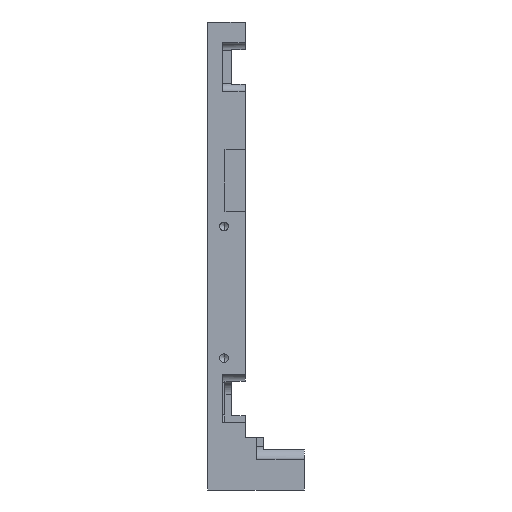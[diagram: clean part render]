
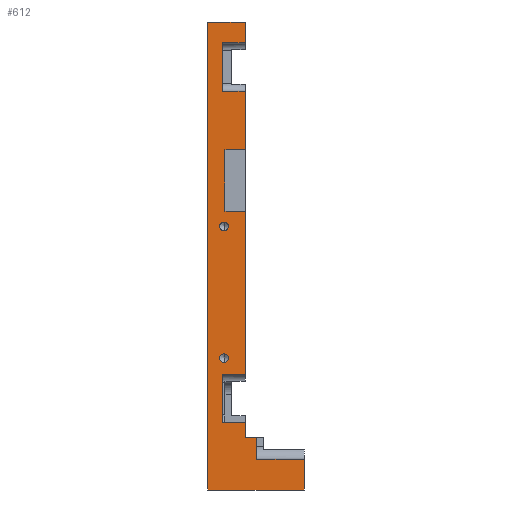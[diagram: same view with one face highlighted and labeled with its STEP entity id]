
A CAD part, left-side view. The second image highlights one B-rep face of the part: STEP entity #612.
In plain terms, the highlighted planar face has unit normal (-1, 0, 0).
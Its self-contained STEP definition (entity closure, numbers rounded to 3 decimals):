
#612=ADVANCED_FACE('',(#935,#936,#937),#770,.F.);
#770=PLANE('',#5818);
#935=FACE_BOUND('',#1238,.T.);
#936=FACE_BOUND('',#1239,.T.);
#937=FACE_BOUND('',#1240,.T.);
#1238=EDGE_LOOP('',(#2648,#2649));
#1239=EDGE_LOOP('',(#2650,#2651));
#1240=EDGE_LOOP('',(#2652,#2653,#2654,#2655,#2656,#2657,#2658,#2659,#2660,
#2661,#2662,#2663,#2664,#2665,#2666,#2667,#2668,#2669,#2670,#2671));
#1604=CIRCLE('',#5606,1.65);
#1606=CIRCLE('',#5610,1.65);
#1706=CIRCLE('',#5816,1.65);
#1707=CIRCLE('',#5817,1.65);
#2648=ORIENTED_EDGE('',*,*,#4436,.F.);
#2649=ORIENTED_EDGE('',*,*,#4096,.F.);
#2650=ORIENTED_EDGE('',*,*,#4437,.F.);
#2651=ORIENTED_EDGE('',*,*,#4102,.F.);
#2652=ORIENTED_EDGE('',*,*,#4377,.T.);
#2653=ORIENTED_EDGE('',*,*,#4438,.F.);
#2654=ORIENTED_EDGE('',*,*,#4439,.F.);
#2655=ORIENTED_EDGE('',*,*,#4440,.T.);
#2656=ORIENTED_EDGE('',*,*,#4306,.T.);
#2657=ORIENTED_EDGE('',*,*,#4441,.F.);
#2658=ORIENTED_EDGE('',*,*,#3970,.F.);
#2659=ORIENTED_EDGE('',*,*,#4442,.F.);
#2660=ORIENTED_EDGE('',*,*,#4268,.F.);
#2661=ORIENTED_EDGE('',*,*,#4443,.F.);
#2662=ORIENTED_EDGE('',*,*,#4435,.T.);
#2663=ORIENTED_EDGE('',*,*,#4415,.T.);
#2664=ORIENTED_EDGE('',*,*,#4421,.T.);
#2665=ORIENTED_EDGE('',*,*,#4431,.F.);
#2666=ORIENTED_EDGE('',*,*,#4444,.T.);
#2667=ORIENTED_EDGE('',*,*,#4445,.T.);
#2668=ORIENTED_EDGE('',*,*,#4412,.T.);
#2669=ORIENTED_EDGE('',*,*,#4446,.F.);
#2670=ORIENTED_EDGE('',*,*,#4337,.F.);
#2671=ORIENTED_EDGE('',*,*,#4447,.T.);
#3460=VERTEX_POINT('',#8010);
#3461=VERTEX_POINT('',#8012);
#3543=VERTEX_POINT('',#8250);
#3544=VERTEX_POINT('',#8252);
#3548=VERTEX_POINT('',#8263);
#3549=VERTEX_POINT('',#8265);
#3654=VERTEX_POINT('',#8604);
#3655=VERTEX_POINT('',#8606);
#3679=VERTEX_POINT('',#8676);
#3680=VERTEX_POINT('',#8678);
#3701=VERTEX_POINT('',#8734);
#3702=VERTEX_POINT('',#8736);
#3727=VERTEX_POINT('',#8806);
#3728=VERTEX_POINT('',#8808);
#3745=VERTEX_POINT('',#8866);
#3747=VERTEX_POINT('',#8870);
#3750=VERTEX_POINT('',#8877);
#3751=VERTEX_POINT('',#8879);
#3754=VERTEX_POINT('',#8889);
#3760=VERTEX_POINT('',#8908);
#3762=VERTEX_POINT('',#8913);
#3764=VERTEX_POINT('',#8922);
#3765=VERTEX_POINT('',#8924);
#3766=VERTEX_POINT('',#8930);
#3970=EDGE_CURVE('',#3460,#3461,#4585,.T.);
#4096=EDGE_CURVE('',#3543,#3544,#1604,.T.);
#4102=EDGE_CURVE('',#3548,#3549,#1606,.T.);
#4268=EDGE_CURVE('',#3654,#3655,#4765,.T.);
#4306=EDGE_CURVE('',#3680,#3679,#4789,.T.);
#4337=EDGE_CURVE('',#3701,#3702,#4815,.T.);
#4377=EDGE_CURVE('',#3728,#3727,#4839,.T.);
#4412=EDGE_CURVE('',#3745,#3747,#4866,.T.);
#4415=EDGE_CURVE('',#3751,#3750,#4869,.T.);
#4421=EDGE_CURVE('',#3750,#3754,#4875,.T.);
#4431=EDGE_CURVE('',#3760,#3754,#4883,.T.);
#4435=EDGE_CURVE('',#3762,#3751,#4886,.T.);
#4436=EDGE_CURVE('',#3544,#3543,#1706,.T.);
#4437=EDGE_CURVE('',#3549,#3548,#1707,.T.);
#4438=EDGE_CURVE('',#3764,#3727,#4887,.T.);
#4439=EDGE_CURVE('',#3765,#3764,#4888,.T.);
#4440=EDGE_CURVE('',#3765,#3680,#4889,.T.);
#4441=EDGE_CURVE('',#3461,#3679,#4890,.T.);
#4442=EDGE_CURVE('',#3655,#3460,#4891,.T.);
#4443=EDGE_CURVE('',#3762,#3654,#4892,.T.);
#4444=EDGE_CURVE('',#3760,#3766,#4893,.T.);
#4445=EDGE_CURVE('',#3766,#3745,#4894,.T.);
#4446=EDGE_CURVE('',#3702,#3747,#4895,.T.);
#4447=EDGE_CURVE('',#3701,#3728,#4896,.T.);
#4585=LINE('',#8011,#4990);
#4765=LINE('',#8605,#5170);
#4789=LINE('',#8677,#5194);
#4815=LINE('',#8735,#5220);
#4839=LINE('',#8807,#5244);
#4866=LINE('',#8871,#5271);
#4869=LINE('',#8878,#5274);
#4875=LINE('',#8890,#5280);
#4883=LINE('',#8909,#5288);
#4886=LINE('',#8917,#5291);
#4887=LINE('',#8921,#5292);
#4888=LINE('',#8923,#5293);
#4889=LINE('',#8925,#5294);
#4890=LINE('',#8926,#5295);
#4891=LINE('',#8927,#5296);
#4892=LINE('',#8928,#5297);
#4893=LINE('',#8929,#5298);
#4894=LINE('',#8931,#5299);
#4895=LINE('',#8932,#5300);
#4896=LINE('',#8933,#5301);
#4990=VECTOR('',#6326,1.);
#5170=VECTOR('',#6946,1.);
#5194=VECTOR('',#7016,1.);
#5220=VECTOR('',#7062,1.);
#5244=VECTOR('',#7130,1.);
#5271=VECTOR('',#7191,1.);
#5274=VECTOR('',#7196,1.);
#5280=VECTOR('',#7206,1.);
#5288=VECTOR('',#7224,1.);
#5291=VECTOR('',#7231,1.);
#5292=VECTOR('',#7238,1.);
#5293=VECTOR('',#7239,1.);
#5294=VECTOR('',#7240,1.);
#5295=VECTOR('',#7241,1.);
#5296=VECTOR('',#7242,1.);
#5297=VECTOR('',#7243,1.);
#5298=VECTOR('',#7244,1.);
#5299=VECTOR('',#7245,1.);
#5300=VECTOR('',#7246,1.);
#5301=VECTOR('',#7247,1.);
#5606=AXIS2_PLACEMENT_3D('',#8251,#6576,#6577);
#5610=AXIS2_PLACEMENT_3D('',#8264,#6588,#6589);
#5816=AXIS2_PLACEMENT_3D('',#8919,#7234,#7235);
#5817=AXIS2_PLACEMENT_3D('',#8920,#7236,#7237);
#5818=AXIS2_PLACEMENT_3D('',#8934,#7248,#7249);
#6326=DIRECTION('',(0.,0.,1.));
#6576=DIRECTION('',(-1.,0.,0.));
#6577=DIRECTION('',(0.,0.,1.));
#6588=DIRECTION('',(-1.,0.,0.));
#6589=DIRECTION('',(0.,0.,1.));
#6946=DIRECTION('',(0.,0.,-1.));
#7016=DIRECTION('',(0.,0.,1.));
#7062=DIRECTION('',(0.,0.,-1.));
#7130=DIRECTION('',(0.,0.,1.));
#7191=DIRECTION('',(0.,0.,1.));
#7196=DIRECTION('',(0.,1.,0.));
#7206=DIRECTION('',(0.,0.,1.));
#7224=DIRECTION('',(0.,-1.,0.));
#7231=DIRECTION('',(0.,0.,1.));
#7234=DIRECTION('',(-1.,0.,0.));
#7235=DIRECTION('',(0.,0.,1.));
#7236=DIRECTION('',(-1.,0.,0.));
#7237=DIRECTION('',(0.,0.,1.));
#7238=DIRECTION('',(0.,-1.,0.));
#7239=DIRECTION('',(0.,0.,-1.));
#7240=DIRECTION('',(0.,-1.,0.));
#7241=DIRECTION('',(0.,-1.,0.));
#7242=DIRECTION('',(0.,1.,0.));
#7243=DIRECTION('',(0.,-1.,0.));
#7244=DIRECTION('',(0.,0.,1.));
#7245=DIRECTION('',(0.,-1.,0.));
#7246=DIRECTION('',(0.,-1.,0.));
#7247=DIRECTION('',(0.,-1.,0.));
#7248=DIRECTION('',(1.,0.,0.));
#7249=DIRECTION('',(0.,0.,1.));
#8010=CARTESIAN_POINT('',(-99.,41.7,-98.922));
#8011=CARTESIAN_POINT('',(-99.,41.7,81.078));
#8012=CARTESIAN_POINT('',(-99.,41.7,81.078));
#8250=CARTESIAN_POINT('',(-99.,35.376,-49.826));
#8251=CARTESIAN_POINT('',(-99.,35.376,-48.176));
#8252=CARTESIAN_POINT('',(-99.,35.376,-46.526));
#8263=CARTESIAN_POINT('',(-99.,35.376,0.844));
#8264=CARTESIAN_POINT('',(-99.,35.376,2.494));
#8265=CARTESIAN_POINT('',(-99.,35.376,4.144));
#8604=CARTESIAN_POINT('',(-99.,4.45,-87.05));
#8605=CARTESIAN_POINT('',(-99.,4.45,81.078));
#8606=CARTESIAN_POINT('',(-99.,4.45,-98.922));
#8676=CARTESIAN_POINT('',(-99.,27.2,81.078));
#8677=CARTESIAN_POINT('',(-99.,27.2,81.078));
#8678=CARTESIAN_POINT('',(-99.,27.2,73.05));
#8734=CARTESIAN_POINT('',(-99.,35.,32.));
#8735=CARTESIAN_POINT('',(-99.,35.,8.25));
#8736=CARTESIAN_POINT('',(-99.,35.,8.25));
#8806=CARTESIAN_POINT('',(-99.,27.2,54.45));
#8807=CARTESIAN_POINT('',(-99.,27.2,81.078));
#8808=CARTESIAN_POINT('',(-99.,27.2,32.));
#8866=CARTESIAN_POINT('',(-99.,27.2,-54.45));
#8870=CARTESIAN_POINT('',(-99.,27.2,8.25));
#8871=CARTESIAN_POINT('',(-99.,27.2,81.078));
#8877=CARTESIAN_POINT('',(-99.,27.2,-78.547));
#8878=CARTESIAN_POINT('',(-99.,27.2,-78.547));
#8879=CARTESIAN_POINT('',(-99.,22.8,-78.547));
#8889=CARTESIAN_POINT('',(-99.,27.2,-73.05));
#8890=CARTESIAN_POINT('',(-99.,27.2,81.078));
#8908=CARTESIAN_POINT('',(-99.,36.,-73.05));
#8909=CARTESIAN_POINT('',(-99.,36.,-73.05));
#8913=CARTESIAN_POINT('',(-99.,22.8,-87.05));
#8917=CARTESIAN_POINT('',(-99.,22.8,-87.05));
#8919=CARTESIAN_POINT('',(-99.,35.376,-48.176));
#8920=CARTESIAN_POINT('',(-99.,35.376,2.494));
#8921=CARTESIAN_POINT('',(-99.,36.,54.45));
#8922=CARTESIAN_POINT('',(-99.,36.,54.45));
#8923=CARTESIAN_POINT('',(-99.,36.,73.05));
#8924=CARTESIAN_POINT('',(-99.,36.,73.05));
#8925=CARTESIAN_POINT('',(-99.,36.,73.05));
#8926=CARTESIAN_POINT('',(-99.,41.7,81.078));
#8927=CARTESIAN_POINT('',(-99.,41.7,-98.922));
#8928=CARTESIAN_POINT('',(-99.,22.8,-87.05));
#8929=CARTESIAN_POINT('',(-99.,36.,-73.05));
#8930=CARTESIAN_POINT('',(-99.,36.,-54.45));
#8931=CARTESIAN_POINT('',(-99.,36.,-54.45));
#8932=CARTESIAN_POINT('',(-99.,35.,8.25));
#8933=CARTESIAN_POINT('',(-99.,35.,32.));
#8934=CARTESIAN_POINT('',(-99.,0.,0.));
